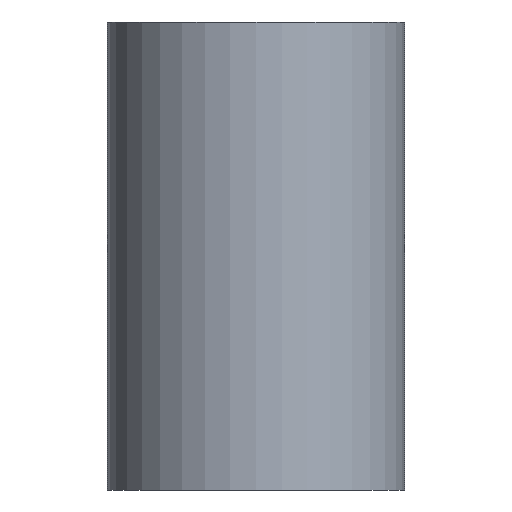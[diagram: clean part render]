
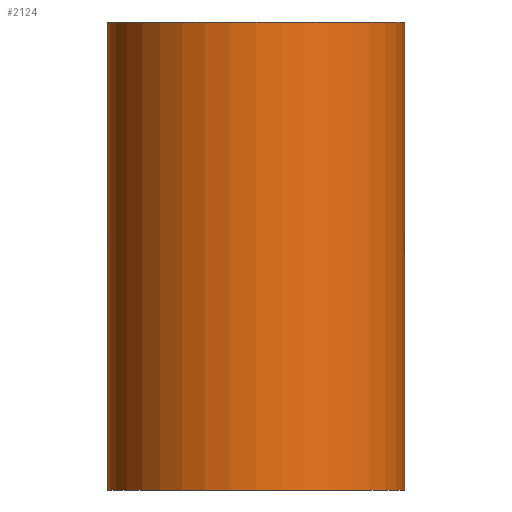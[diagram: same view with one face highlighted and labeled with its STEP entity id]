
A CAD part, front view. The second image highlights one B-rep face of the part: STEP entity #2124.
In plain terms, the highlighted cylindrical face has radius 12.7 mm (diameter 25.4 mm), a partial arc.
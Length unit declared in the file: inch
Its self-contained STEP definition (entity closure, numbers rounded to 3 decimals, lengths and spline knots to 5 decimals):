
#30 = VECTOR ( 'NONE', #599, 39.37008 ) ;
#32 = AXIS2_PLACEMENT_3D ( 'NONE', #1234, #388, #48 ) ;
#48 = DIRECTION ( 'NONE',  ( 1., 0., 0. ) ) ;
#161 = DIRECTION ( 'NONE',  ( 0., 0., 1. ) ) ;
#220 = VERTEX_POINT ( 'NONE', #2145 ) ;
#224 = CIRCLE ( 'NONE', #32, 0.5 ) ;
#315 = CARTESIAN_POINT ( 'NONE',  ( -0.89192, 0.63854, 0.23369 ) ) ;
#388 = DIRECTION ( 'NONE',  ( 0., 0., 1. ) ) ;
#599 = DIRECTION ( 'NONE',  ( 0., 0., -1. ) ) ;
#600 = CYLINDRICAL_SURFACE ( 'NONE', #2082, 0.5 ) ;
#777 = EDGE_CURVE ( 'NONE', #3489, #220, #1000, .T. ) ;
#948 = FACE_OUTER_BOUND ( 'NONE', #1375, .T. ) ;
#981 = CARTESIAN_POINT ( 'NONE',  ( -1.39192, 0.63854, 0.23369 ) ) ;
#1000 = LINE ( 'NONE', #981, #3641 ) ;
#1022 = DIRECTION ( 'NONE',  ( 1., 0., 0. ) ) ;
#1057 = ORIENTED_EDGE ( 'NONE', *, *, #2940, .F. ) ;
#1084 = EDGE_CURVE ( 'NONE', #2863, #1380, #1819, .T. ) ;
#1178 = CARTESIAN_POINT ( 'NONE',  ( -0.39192, 0.63854, -0.94741 ) ) ;
#1234 = CARTESIAN_POINT ( 'NONE',  ( -0.89192, 0.63854, 0.62739 ) ) ;
#1319 = CIRCLE ( 'NONE', #2827, 0.5 ) ;
#1338 = ORIENTED_EDGE ( 'NONE', *, *, #3059, .T. ) ;
#1375 = EDGE_LOOP ( 'NONE', ( #2574, #1057, #2927, #1338 ) ) ;
#1380 = VERTEX_POINT ( 'NONE', #1178 ) ;
#1536 = CARTESIAN_POINT ( 'NONE',  ( -0.39192, 0.63854, 0.23369 ) ) ;
#1583 = CARTESIAN_POINT ( 'NONE',  ( -1.39192, 0.63854, 0.62739 ) ) ;
#1819 = LINE ( 'NONE', #1536, #30 ) ;
#2082 = AXIS2_PLACEMENT_3D ( 'NONE', #315, #2125, #3332 ) ;
#2124 = ADVANCED_FACE ( 'NONE', ( #948 ), #600, .T. ) ;
#2125 = DIRECTION ( 'NONE',  ( 0., 0., -1. ) ) ;
#2145 = CARTESIAN_POINT ( 'NONE',  ( -1.39192, 0.63854, -0.94741 ) ) ;
#2460 = CARTESIAN_POINT ( 'NONE',  ( -0.39192, 0.63854, 0.62739 ) ) ;
#2574 = ORIENTED_EDGE ( 'NONE', *, *, #1084, .F. ) ;
#2827 = AXIS2_PLACEMENT_3D ( 'NONE', #3103, #161, #1022 ) ;
#2863 = VERTEX_POINT ( 'NONE', #2460 ) ;
#2927 = ORIENTED_EDGE ( 'NONE', *, *, #777, .T. ) ;
#2940 = EDGE_CURVE ( 'NONE', #3489, #2863, #224, .T. ) ;
#3059 = EDGE_CURVE ( 'NONE', #220, #1380, #1319, .T. ) ;
#3103 = CARTESIAN_POINT ( 'NONE',  ( -0.89192, 0.63854, -0.94741 ) ) ;
#3332 = DIRECTION ( 'NONE',  ( -1., 0., 0. ) ) ;
#3402 = DIRECTION ( 'NONE',  ( 0., 0., -1. ) ) ;
#3489 = VERTEX_POINT ( 'NONE', #1583 ) ;
#3641 = VECTOR ( 'NONE', #3402, 39.37008 ) ;
